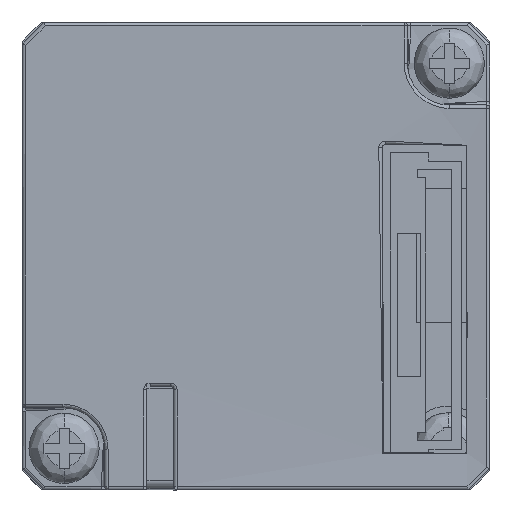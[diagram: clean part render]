
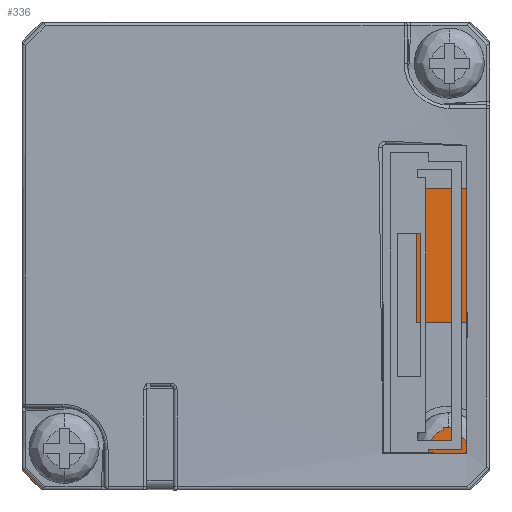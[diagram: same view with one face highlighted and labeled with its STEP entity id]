
A CAD part, front view. The second image highlights one B-rep face of the part: STEP entity #336.
In plain terms, the highlighted planar face has unit normal (0, -1, 0).
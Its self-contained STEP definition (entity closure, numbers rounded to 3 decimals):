
#26 = VERTEX_POINT ( 'NONE', #9655 ) ;
#163 = VECTOR ( 'NONE', #1315, 1000. ) ;
#336 = ADVANCED_FACE ( 'NONE', ( #5372, #7340 ), #8706, .T. ) ;
#653 = DIRECTION ( 'NONE',  ( 0., -1., 0. ) ) ;
#736 = DIRECTION ( 'NONE',  ( 0.707, 0., -0.707 ) ) ;
#953 = AXIS2_PLACEMENT_3D ( 'NONE', #3014, #653, #6733 ) ;
#993 = DIRECTION ( 'NONE',  ( -1., 0., 0. ) ) ;
#1234 = CARTESIAN_POINT ( 'NONE',  ( 1.289, -31.654, 6.755 ) ) ;
#1242 = VECTOR ( 'NONE', #5625, 1000. ) ;
#1268 = EDGE_CURVE ( 'NONE', #4592, #8045, #3370, .T. ) ;
#1315 = DIRECTION ( 'NONE',  ( -0.707, 0., 0.707 ) ) ;
#1441 = AXIS2_PLACEMENT_3D ( 'NONE', #5386, #6863, #3151 ) ;
#1680 = ORIENTED_EDGE ( 'NONE', *, *, #6376, .T. ) ;
#2025 = CARTESIAN_POINT ( 'NONE',  ( 1.289, -31.654, 32.445 ) ) ;
#2027 = LINE ( 'NONE', #8461, #3781 ) ;
#2122 = ORIENTED_EDGE ( 'NONE', *, *, #9421, .T. ) ;
#2204 = CARTESIAN_POINT ( 'NONE',  ( -26.711, -31.654, 6.755 ) ) ;
#2425 = VECTOR ( 'NONE', #7842, 1000. ) ;
#2509 = VECTOR ( 'NONE', #736, 1000. ) ;
#2513 = CARTESIAN_POINT ( 'NONE',  ( -25.557, -31.654, 33.6 ) ) ;
#2521 = ORIENTED_EDGE ( 'NONE', *, *, #2827, .F. ) ;
#2549 = ORIENTED_EDGE ( 'NONE', *, *, #3178, .T. ) ;
#2827 = EDGE_CURVE ( 'NONE', #26, #8796, #6337, .T. ) ;
#3014 = CARTESIAN_POINT ( 'NONE',  ( -12.711, -31.654, 19.6 ) ) ;
#3038 = DIRECTION ( 'NONE',  ( 0., 0., 1. ) ) ;
#3151 = DIRECTION ( 'NONE',  ( 0., 0., -1. ) ) ;
#3178 = EDGE_CURVE ( 'NONE', #3753, #4400, #4397, .T. ) ;
#3359 = CARTESIAN_POINT ( 'NONE',  ( 0.134, -31.654, 5.6 ) ) ;
#3370 = LINE ( 'NONE', #5678, #2425 ) ;
#3444 = LINE ( 'NONE', #2204, #2509 ) ;
#3753 = VERTEX_POINT ( 'NONE', #5192 ) ;
#3781 = VECTOR ( 'NONE', #6992, 1000. ) ;
#4275 = VECTOR ( 'NONE', #993, 1000. ) ;
#4397 = LINE ( 'NONE', #2025, #163 ) ;
#4398 = VECTOR ( 'NONE', #3038, 1000. ) ;
#4400 = VERTEX_POINT ( 'NONE', #9568 ) ;
#4592 = VERTEX_POINT ( 'NONE', #6950 ) ;
#4952 = AXIS2_PLACEMENT_3D ( 'NONE', #8739, #8040, #5816 ) ;
#5096 = CIRCLE ( 'NONE', #953, 1.5 ) ;
#5192 = CARTESIAN_POINT ( 'NONE',  ( 1.289, -31.654, 32.445 ) ) ;
#5270 = ORIENTED_EDGE ( 'NONE', *, *, #8890, .F. ) ;
#5372 = FACE_BOUND ( 'NONE', #7608, .T. ) ;
#5386 = CARTESIAN_POINT ( 'NONE',  ( -12.711, -31.654, 19.6 ) ) ;
#5625 = DIRECTION ( 'NONE',  ( 0.707, 0., 0.707 ) ) ;
#5678 = CARTESIAN_POINT ( 'NONE',  ( -25.557, -31.654, 5.6 ) ) ;
#5692 = LINE ( 'NONE', #6320, #4275 ) ;
#5816 = DIRECTION ( 'NONE',  ( 0., 0., -1. ) ) ;
#5888 = CARTESIAN_POINT ( 'NONE',  ( -26.711, -31.654, 32.445 ) ) ;
#5914 = DIRECTION ( 'NONE',  ( 0., 0., -1. ) ) ;
#6268 = CARTESIAN_POINT ( 'NONE',  ( -26.711, -31.654, 6.755 ) ) ;
#6320 = CARTESIAN_POINT ( 'NONE',  ( 0.134, -31.654, 33.6 ) ) ;
#6337 = CIRCLE ( 'NONE', #1441, 1.5 ) ;
#6376 = EDGE_CURVE ( 'NONE', #7951, #8897, #2027, .T. ) ;
#6436 = ORIENTED_EDGE ( 'NONE', *, *, #8193, .T. ) ;
#6702 = CARTESIAN_POINT ( 'NONE',  ( -26.711, -31.654, 32.445 ) ) ;
#6733 = DIRECTION ( 'NONE',  ( 0., 0., -1. ) ) ;
#6863 = DIRECTION ( 'NONE',  ( 0., -1., 0. ) ) ;
#6950 = CARTESIAN_POINT ( 'NONE',  ( -25.557, -31.654, 5.6 ) ) ;
#6992 = DIRECTION ( 'NONE',  ( -0.707, 0., -0.707 ) ) ;
#7019 = EDGE_LOOP ( 'NONE', ( #7254, #1680, #2122, #7975, #7050, #6436, #9011, #2549 ) ) ;
#7050 = ORIENTED_EDGE ( 'NONE', *, *, #1268, .T. ) ;
#7133 = CARTESIAN_POINT ( 'NONE',  ( 0.134, -31.654, 5.6 ) ) ;
#7189 = LINE ( 'NONE', #3359, #1242 ) ;
#7254 = ORIENTED_EDGE ( 'NONE', *, *, #9199, .T. ) ;
#7272 = VERTEX_POINT ( 'NONE', #1234 ) ;
#7340 = FACE_OUTER_BOUND ( 'NONE', #7019, .T. ) ;
#7398 = LINE ( 'NONE', #5888, #9477 ) ;
#7587 = VERTEX_POINT ( 'NONE', #6268 ) ;
#7608 = EDGE_LOOP ( 'NONE', ( #5270, #2521 ) ) ;
#7842 = DIRECTION ( 'NONE',  ( 1., 0., 0. ) ) ;
#7951 = VERTEX_POINT ( 'NONE', #2513 ) ;
#7975 = ORIENTED_EDGE ( 'NONE', *, *, #9622, .T. ) ;
#8040 = DIRECTION ( 'NONE',  ( 0., -1., 0. ) ) ;
#8045 = VERTEX_POINT ( 'NONE', #7133 ) ;
#8193 = EDGE_CURVE ( 'NONE', #8045, #7272, #7189, .T. ) ;
#8258 = CARTESIAN_POINT ( 'NONE',  ( 1.289, -31.654, 6.755 ) ) ;
#8277 = CARTESIAN_POINT ( 'NONE',  ( -12.711, -31.654, 18.1 ) ) ;
#8381 = EDGE_CURVE ( 'NONE', #7272, #3753, #9611, .T. ) ;
#8461 = CARTESIAN_POINT ( 'NONE',  ( -25.557, -31.654, 33.6 ) ) ;
#8706 = PLANE ( 'NONE',  #4952 ) ;
#8739 = CARTESIAN_POINT ( 'NONE',  ( -17.37, -31.654, 47.6 ) ) ;
#8796 = VERTEX_POINT ( 'NONE', #8277 ) ;
#8890 = EDGE_CURVE ( 'NONE', #8796, #26, #5096, .T. ) ;
#8897 = VERTEX_POINT ( 'NONE', #6702 ) ;
#9011 = ORIENTED_EDGE ( 'NONE', *, *, #8381, .T. ) ;
#9199 = EDGE_CURVE ( 'NONE', #4400, #7951, #5692, .T. ) ;
#9421 = EDGE_CURVE ( 'NONE', #8897, #7587, #7398, .T. ) ;
#9477 = VECTOR ( 'NONE', #5914, 1000. ) ;
#9568 = CARTESIAN_POINT ( 'NONE',  ( 0.134, -31.654, 33.6 ) ) ;
#9611 = LINE ( 'NONE', #8258, #4398 ) ;
#9622 = EDGE_CURVE ( 'NONE', #7587, #4592, #3444, .T. ) ;
#9655 = CARTESIAN_POINT ( 'NONE',  ( -12.711, -31.654, 21.1 ) ) ;
